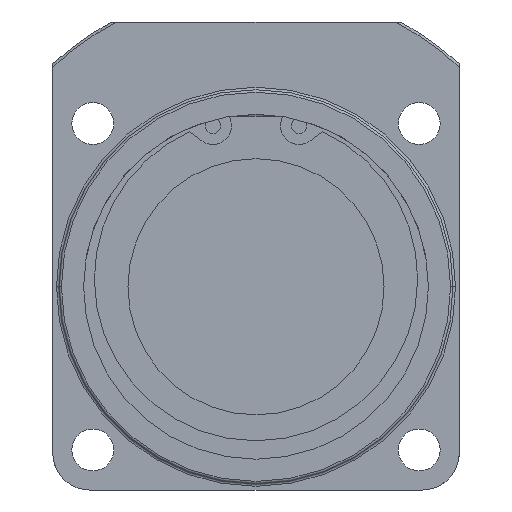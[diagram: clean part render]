
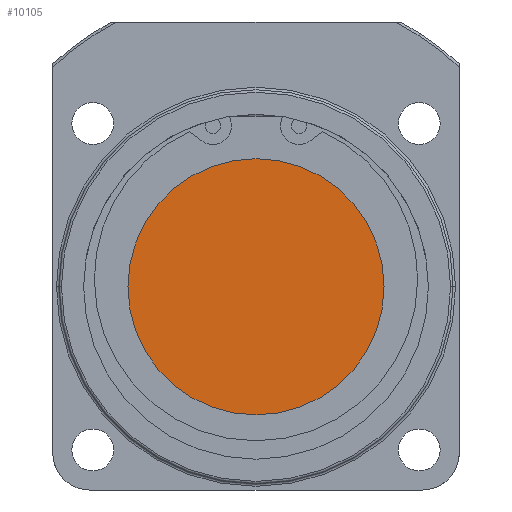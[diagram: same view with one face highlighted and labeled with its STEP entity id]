
A CAD part, front view. The second image highlights one B-rep face of the part: STEP entity #10105.
In plain terms, the highlighted planar face has unit normal (0, -1, 0).
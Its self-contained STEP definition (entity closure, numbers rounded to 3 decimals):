
#437 = CARTESIAN_POINT ( 'NONE',  ( 0., -108.2, 0. ) ) ;
#438 = DIRECTION ( 'NONE',  ( 0., -1., 0. ) ) ;
#439 = DIRECTION ( 'NONE',  ( 1., 0., 0. ) ) ;
#663 = CIRCLE ( 'NONE', #6065, 20.8 ) ;
#1412 = PLANE ( 'NONE',  #4779 ) ;
#1413 = CARTESIAN_POINT ( 'NONE',  ( 0., -108.2, 0. ) ) ;
#1414 = DIRECTION ( 'NONE',  ( 0., -1., 0. ) ) ;
#1415 = DIRECTION ( 'NONE',  ( 1., 0., 0. ) ) ;
#1920 = ORIENTED_EDGE ( 'NONE', *, *, #10350, .T. ) ;
#1921 = ORIENTED_EDGE ( 'NONE', *, *, #9345, .T. ) ;
#2870 = CIRCLE ( 'NONE', #5294, 20.8 ) ;
#3712 = EDGE_LOOP ( 'NONE', ( #1920, #1921 ) ) ;
#4176 = VERTEX_POINT ( 'NONE', #6752 ) ;
#4177 = VERTEX_POINT ( 'NONE', #6753 ) ;
#4773 = FACE_OUTER_BOUND ( 'NONE', #3712, .T. ) ;
#4779 = AXIS2_PLACEMENT_3D ( 'NONE', #1413, #1414, #1415 ) ;
#5294 = AXIS2_PLACEMENT_3D ( 'NONE', #437, #438, #439 ) ;
#6065 = AXIS2_PLACEMENT_3D ( 'NONE', #7444, #7445, #7446 ) ;
#6752 = CARTESIAN_POINT ( 'NONE',  ( -20.8, -108.2, 0. ) ) ;
#6753 = CARTESIAN_POINT ( 'NONE',  ( 20.8, -108.2, 0. ) ) ;
#7444 = CARTESIAN_POINT ( 'NONE',  ( 0., -108.2, 0. ) ) ;
#7445 = DIRECTION ( 'NONE',  ( 0., -1., 0. ) ) ;
#7446 = DIRECTION ( 'NONE',  ( 1., 0., 0. ) ) ;
#9345 = EDGE_CURVE ( 'NONE', #4176, #4177, #663, .T. ) ;
#10105 = ADVANCED_FACE ( 'NONE', ( #4773 ), #1412, .T. ) ;
#10350 = EDGE_CURVE ( 'NONE', #4177, #4176, #2870, .T. ) ;
